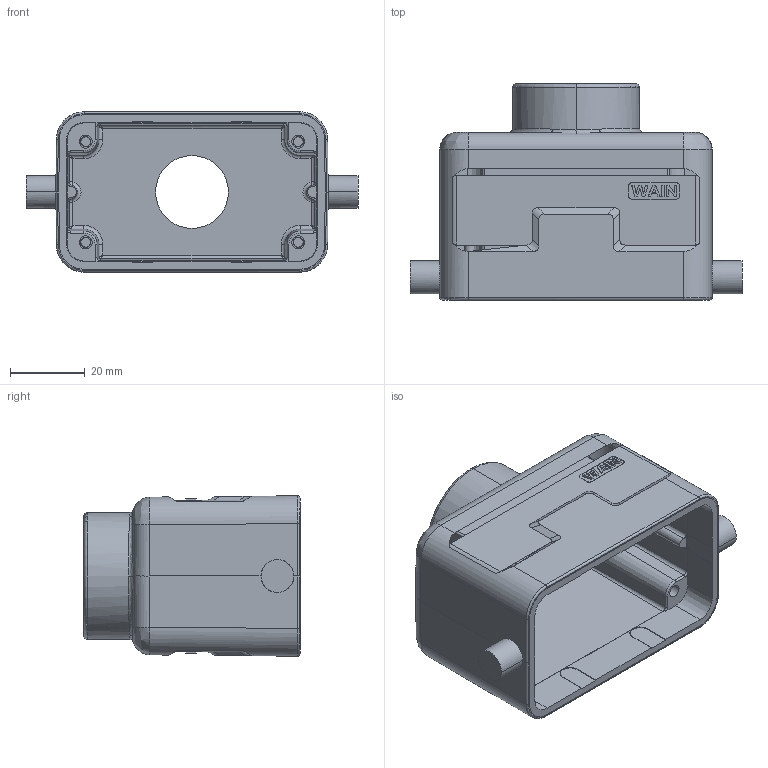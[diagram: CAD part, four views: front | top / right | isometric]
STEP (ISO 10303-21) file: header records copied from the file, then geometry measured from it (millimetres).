
FILE_DESCRIPTION((''),'2;1');
FILE_NAME('MANIFOLD_SOLID_BREP_12433','2017-09-20T',('wl.kang'),(''),'PRO/ENGINEER BY PARAMETRIC TECHNOLOGY CORPORATION, 2012480','PRO/ENGINEER BY PARAMETRIC TECHNOLOGY CORPORATION, 2012480','');
FILE_SCHEMA(('AUTOMOTIVE_DESIGN { 1 0 10303 214 1 1 1 1 }'));
Length unit declared in the file: millimetre
Products named in the file (1): MANIFOLD_SOLID_BREP_12433
Bounding box: 89 x 58 x 42.99 mm (x, y, z)
Volume: 47561.3 mm3; surface area: 26445.8 mm2
Topology: 1 solids, 1 shells, 363 faces, 931 edges, 589 vertices
Faces by surface type: plane 191, cylinder 92, cone 28, bspline 24, torus 24, sphere 4
Entity records: 12666 total; most frequent: CARTESIAN_POINT 3889, ORIENTED_EDGE 1854, DIRECTION 1656, EDGE_CURVE 927, VERTEX_POINT 589, VECTOR 570, LINE 570, AXIS2_PLACEMENT_3D 543
